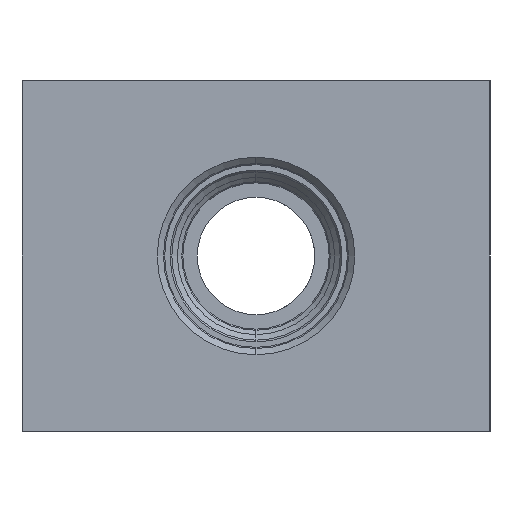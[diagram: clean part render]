
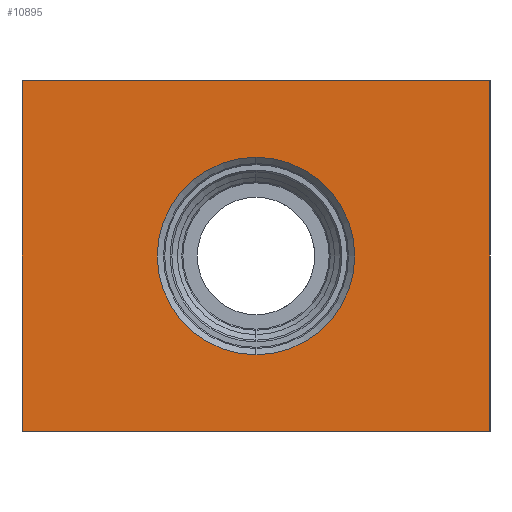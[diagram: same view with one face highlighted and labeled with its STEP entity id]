
A CAD part, left-side view. The second image highlights one B-rep face of the part: STEP entity #10895.
In plain terms, the highlighted planar face has unit normal (-1, 0, 0).
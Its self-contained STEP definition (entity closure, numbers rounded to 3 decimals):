
#7 = CARTESIAN_POINT ( 'NONE',  ( 0., 0., -76. ) ) ;
#294 = CARTESIAN_POINT ( 'NONE',  ( 0., 101.6, -76. ) ) ;
#454 = CARTESIAN_POINT ( 'NONE',  ( 0., 0., 0. ) ) ;
#643 = CARTESIAN_POINT ( 'NONE',  ( 0., 0., 0. ) ) ;
#1139 = VECTOR ( 'NONE', #11298, 1000. ) ;
#1277 = ORIENTED_EDGE ( 'NONE', *, *, #1899, .T. ) ;
#1320 = CARTESIAN_POINT ( 'NONE',  ( 0., 101.6, -76. ) ) ;
#1618 = VECTOR ( 'NONE', #5324, 1000. ) ;
#1899 = EDGE_CURVE ( 'NONE', #15306, #18463, #4744, .T. ) ;
#1977 = EDGE_CURVE ( 'NONE', #9431, #14583, #4099, .T. ) ;
#2158 = AXIS2_PLACEMENT_3D ( 'NONE', #12582, #12374, #18221 ) ;
#2561 = FACE_OUTER_BOUND ( 'NONE', #6165, .T. ) ;
#3750 = CARTESIAN_POINT ( 'NONE',  ( 0., 0., -76. ) ) ;
#3830 = CIRCLE ( 'NONE', #11450, 21.435 ) ;
#4099 = CIRCLE ( 'NONE', #2158, 21.435 ) ;
#4517 = CARTESIAN_POINT ( 'NONE',  ( 0., 101.6, 0. ) ) ;
#4744 = LINE ( 'NONE', #3750, #15469 ) ;
#5010 = DIRECTION ( 'NONE',  ( 0., -1., 0. ) ) ;
#5324 = DIRECTION ( 'NONE',  ( 0., 0., 1. ) ) ;
#5509 = PLANE ( 'NONE',  #17354 ) ;
#6004 = CARTESIAN_POINT ( 'NONE',  ( 0., 50.8, -38. ) ) ;
#6165 = EDGE_LOOP ( 'NONE', ( #15488, #18363, #1277, #14609 ) ) ;
#8731 = LINE ( 'NONE', #1320, #1139 ) ;
#9020 = LINE ( 'NONE', #454, #11698 ) ;
#9431 = VERTEX_POINT ( 'NONE', #16809 ) ;
#9991 = DIRECTION ( 'NONE',  ( 0., 0., 1. ) ) ;
#10895 = ADVANCED_FACE ( 'NONE', ( #12407, #2561 ), #5509, .T. ) ;
#11268 = EDGE_CURVE ( 'NONE', #15991, #17753, #9020, .T. ) ;
#11298 = DIRECTION ( 'NONE',  ( 0., 0., 1. ) ) ;
#11450 = AXIS2_PLACEMENT_3D ( 'NONE', #6004, #14345, #13169 ) ;
#11698 = VECTOR ( 'NONE', #17783, 1000. ) ;
#12374 = DIRECTION ( 'NONE',  ( -1., 0., 0. ) ) ;
#12407 = FACE_BOUND ( 'NONE', #13651, .T. ) ;
#12582 = CARTESIAN_POINT ( 'NONE',  ( 0., 50.8, -38. ) ) ;
#13021 = LINE ( 'NONE', #16583, #1618 ) ;
#13169 = DIRECTION ( 'NONE',  ( 0., 0., 1. ) ) ;
#13651 = EDGE_LOOP ( 'NONE', ( #17237, #15766 ) ) ;
#14345 = DIRECTION ( 'NONE',  ( -1., 0., 0. ) ) ;
#14583 = VERTEX_POINT ( 'NONE', #16424 ) ;
#14609 = ORIENTED_EDGE ( 'NONE', *, *, #16100, .T. ) ;
#15306 = VERTEX_POINT ( 'NONE', #294 ) ;
#15331 = EDGE_CURVE ( 'NONE', #14583, #9431, #3830, .T. ) ;
#15462 = CARTESIAN_POINT ( 'NONE',  ( 0., 0., -76. ) ) ;
#15469 = VECTOR ( 'NONE', #5010, 1000. ) ;
#15488 = ORIENTED_EDGE ( 'NONE', *, *, #11268, .F. ) ;
#15766 = ORIENTED_EDGE ( 'NONE', *, *, #1977, .F. ) ;
#15991 = VERTEX_POINT ( 'NONE', #4517 ) ;
#16100 = EDGE_CURVE ( 'NONE', #18463, #17753, #13021, .T. ) ;
#16424 = CARTESIAN_POINT ( 'NONE',  ( 0., 50.8, -16.565 ) ) ;
#16583 = CARTESIAN_POINT ( 'NONE',  ( 0., 0., -76. ) ) ;
#16809 = CARTESIAN_POINT ( 'NONE',  ( 0., 50.8, -59.435 ) ) ;
#16894 = DIRECTION ( 'NONE',  ( -1., 0., 0. ) ) ;
#17237 = ORIENTED_EDGE ( 'NONE', *, *, #15331, .F. ) ;
#17354 = AXIS2_PLACEMENT_3D ( 'NONE', #7, #16894, #9991 ) ;
#17753 = VERTEX_POINT ( 'NONE', #643 ) ;
#17783 = DIRECTION ( 'NONE',  ( 0., -1., 0. ) ) ;
#18154 = EDGE_CURVE ( 'NONE', #15306, #15991, #8731, .T. ) ;
#18221 = DIRECTION ( 'NONE',  ( 0., 0., 1. ) ) ;
#18363 = ORIENTED_EDGE ( 'NONE', *, *, #18154, .F. ) ;
#18463 = VERTEX_POINT ( 'NONE', #15462 ) ;
